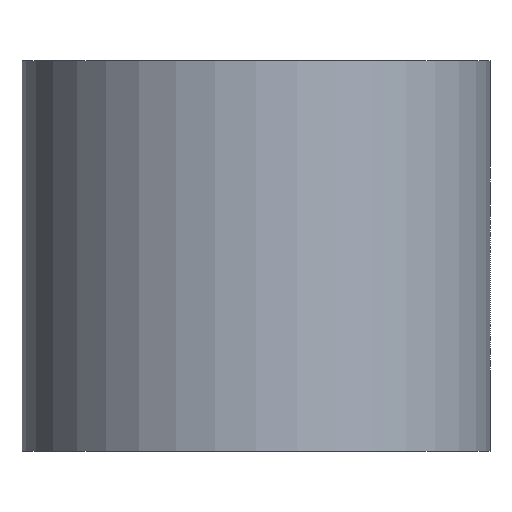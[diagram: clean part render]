
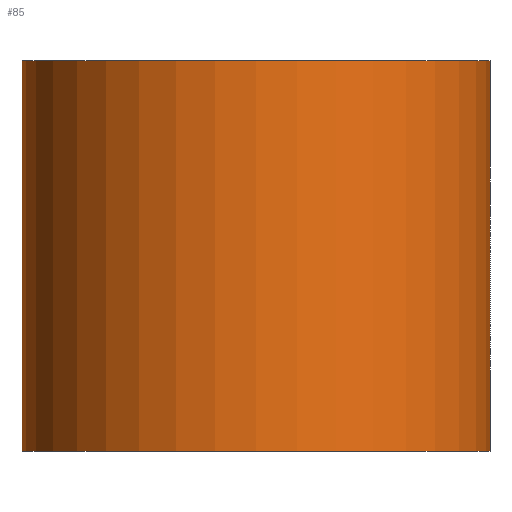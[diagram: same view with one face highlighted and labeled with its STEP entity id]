
A CAD part, front view. The second image highlights one B-rep face of the part: STEP entity #85.
In plain terms, the highlighted cylindrical face has radius 3 mm (diameter 6 mm), a partial arc.
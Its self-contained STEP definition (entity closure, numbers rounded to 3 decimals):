
#2 = ORIENTED_EDGE ( 'NONE', *, *, #170, .F. ) ;
#15 = EDGE_LOOP ( 'NONE', ( #82, #2, #44, #38 ) ) ;
#19 = VERTEX_POINT ( 'NONE', #120 ) ;
#28 = CIRCLE ( 'NONE', #141, 3. ) ;
#29 = CYLINDRICAL_SURFACE ( 'NONE', #167, 3. ) ;
#38 = ORIENTED_EDGE ( 'NONE', *, *, #199, .T. ) ;
#44 = ORIENTED_EDGE ( 'NONE', *, *, #200, .T. ) ;
#46 = VERTEX_POINT ( 'NONE', #131 ) ;
#48 = VERTEX_POINT ( 'NONE', #97 ) ;
#82 = ORIENTED_EDGE ( 'NONE', *, *, #203, .F. ) ;
#85 = ADVANCED_FACE ( 'NONE', ( #216 ), #29, .T. ) ;
#97 = CARTESIAN_POINT ( 'NONE',  ( -3., 0., 0. ) ) ;
#103 = CARTESIAN_POINT ( 'NONE',  ( 3., 0., 0. ) ) ;
#110 = DIRECTION ( 'NONE',  ( 0., 0., -1. ) ) ;
#114 = CARTESIAN_POINT ( 'NONE',  ( 0., 0., 5. ) ) ;
#120 = CARTESIAN_POINT ( 'NONE',  ( 3., 0., 5. ) ) ;
#128 = CARTESIAN_POINT ( 'NONE',  ( 0., 0., 5. ) ) ;
#129 = DIRECTION ( 'NONE',  ( 0., 0., -1. ) ) ;
#131 = CARTESIAN_POINT ( 'NONE',  ( -3., 0., 5. ) ) ;
#133 = DIRECTION ( 'NONE',  ( 0., 0., 1. ) ) ;
#135 = CIRCLE ( 'NONE', #163, 3. ) ;
#136 = DIRECTION ( 'NONE',  ( -1., 0., 0. ) ) ;
#141 = AXIS2_PLACEMENT_3D ( 'NONE', #114, #133, #223 ) ;
#148 = DIRECTION ( 'NONE',  ( 0., 0., -1. ) ) ;
#152 = CARTESIAN_POINT ( 'NONE',  ( -3., 0., 5. ) ) ;
#153 = CARTESIAN_POINT ( 'NONE',  ( 0., 0., 0. ) ) ;
#157 = VECTOR ( 'NONE', #110, 1000. ) ;
#158 = VERTEX_POINT ( 'NONE', #103 ) ;
#159 = DIRECTION ( 'NONE',  ( 0., 0., 1. ) ) ;
#163 = AXIS2_PLACEMENT_3D ( 'NONE', #153, #159, #218 ) ;
#167 = AXIS2_PLACEMENT_3D ( 'NONE', #128, #129, #136 ) ;
#170 = EDGE_CURVE ( 'NONE', #46, #19, #28, .T. ) ;
#173 = CARTESIAN_POINT ( 'NONE',  ( 3., 0., 5. ) ) ;
#193 = LINE ( 'NONE', #152, #157 ) ;
#199 = EDGE_CURVE ( 'NONE', #48, #158, #135, .T. ) ;
#200 = EDGE_CURVE ( 'NONE', #46, #48, #193, .T. ) ;
#203 = EDGE_CURVE ( 'NONE', #19, #158, #212, .T. ) ;
#212 = LINE ( 'NONE', #173, #227 ) ;
#216 = FACE_OUTER_BOUND ( 'NONE', #15, .T. ) ;
#218 = DIRECTION ( 'NONE',  ( 1., 0., 0. ) ) ;
#223 = DIRECTION ( 'NONE',  ( 1., 0., 0. ) ) ;
#227 = VECTOR ( 'NONE', #148, 1000. ) ;
